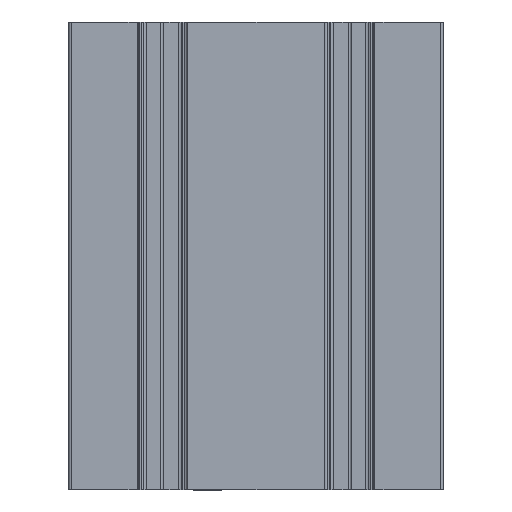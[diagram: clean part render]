
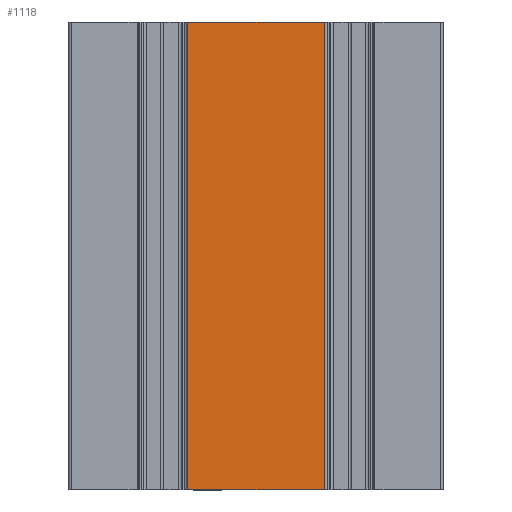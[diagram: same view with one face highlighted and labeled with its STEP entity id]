
A CAD part, front view. The second image highlights one B-rep face of the part: STEP entity #1118.
In plain terms, the highlighted planar face has unit normal (0, -1, 0).
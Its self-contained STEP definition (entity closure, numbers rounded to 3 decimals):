
#267 = CARTESIAN_POINT ( 'NONE',  ( 6952.849, 2693.087, 0. ) ) ;
#1085 = CARTESIAN_POINT ( 'NONE',  ( 6952.849, 2693.087, 100. ) ) ;
#1118 = ADVANCED_FACE ( 'NONE', ( #9764 ), #2767, .F. ) ;
#1376 = VECTOR ( 'NONE', #1809, 1000. ) ;
#1415 = VERTEX_POINT ( 'NONE', #6913 ) ;
#1571 = CARTESIAN_POINT ( 'NONE',  ( 6923.649, 2693.087, 100. ) ) ;
#1809 = DIRECTION ( 'NONE',  ( 0., 0., 1. ) ) ;
#2500 = CARTESIAN_POINT ( 'NONE',  ( 6977.949, 2693.087, 100. ) ) ;
#2585 = LINE ( 'NONE', #2500, #11332 ) ;
#2767 = PLANE ( 'NONE',  #11236 ) ;
#3537 = CARTESIAN_POINT ( 'NONE',  ( 6923.649, 2693.087, 100. ) ) ;
#4254 = EDGE_CURVE ( 'NONE', #6028, #13897, #2585, .T. ) ;
#4791 = EDGE_CURVE ( 'NONE', #14099, #1415, #10324, .T. ) ;
#5138 = DIRECTION ( 'NONE',  ( 0., 0., 1. ) ) ;
#5705 = EDGE_LOOP ( 'NONE', ( #5912, #7138, #8026, #15369 ) ) ;
#5844 = VECTOR ( 'NONE', #8206, 1000. ) ;
#5912 = ORIENTED_EDGE ( 'NONE', *, *, #12224, .F. ) ;
#6028 = VERTEX_POINT ( 'NONE', #3537 ) ;
#6871 = DIRECTION ( 'NONE',  ( -1., 0., 0. ) ) ;
#6913 = CARTESIAN_POINT ( 'NONE',  ( 6923.649, 2693.087, 0. ) ) ;
#7138 = ORIENTED_EDGE ( 'NONE', *, *, #4254, .F. ) ;
#7352 = LINE ( 'NONE', #1085, #5844 ) ;
#7725 = LINE ( 'NONE', #13645, #1376 ) ;
#7907 = VECTOR ( 'NONE', #6871, 1000. ) ;
#8026 = ORIENTED_EDGE ( 'NONE', *, *, #12608, .F. ) ;
#8206 = DIRECTION ( 'NONE',  ( 0., 0., -1. ) ) ;
#9764 = FACE_OUTER_BOUND ( 'NONE', #5705, .T. ) ;
#10324 = LINE ( 'NONE', #12803, #7907 ) ;
#11236 = AXIS2_PLACEMENT_3D ( 'NONE', #1571, #12270, #5138 ) ;
#11332 = VECTOR ( 'NONE', #14351, 1000. ) ;
#12224 = EDGE_CURVE ( 'NONE', #13897, #14099, #7352, .T. ) ;
#12270 = DIRECTION ( 'NONE',  ( 0., 1., 0. ) ) ;
#12608 = EDGE_CURVE ( 'NONE', #1415, #6028, #7725, .T. ) ;
#12803 = CARTESIAN_POINT ( 'NONE',  ( 6977.949, 2693.087, 0. ) ) ;
#13262 = CARTESIAN_POINT ( 'NONE',  ( 6952.849, 2693.087, 100. ) ) ;
#13645 = CARTESIAN_POINT ( 'NONE',  ( 6923.649, 2693.087, 100. ) ) ;
#13897 = VERTEX_POINT ( 'NONE', #13262 ) ;
#14099 = VERTEX_POINT ( 'NONE', #267 ) ;
#14351 = DIRECTION ( 'NONE',  ( 1., 0., 0. ) ) ;
#15369 = ORIENTED_EDGE ( 'NONE', *, *, #4791, .F. ) ;
